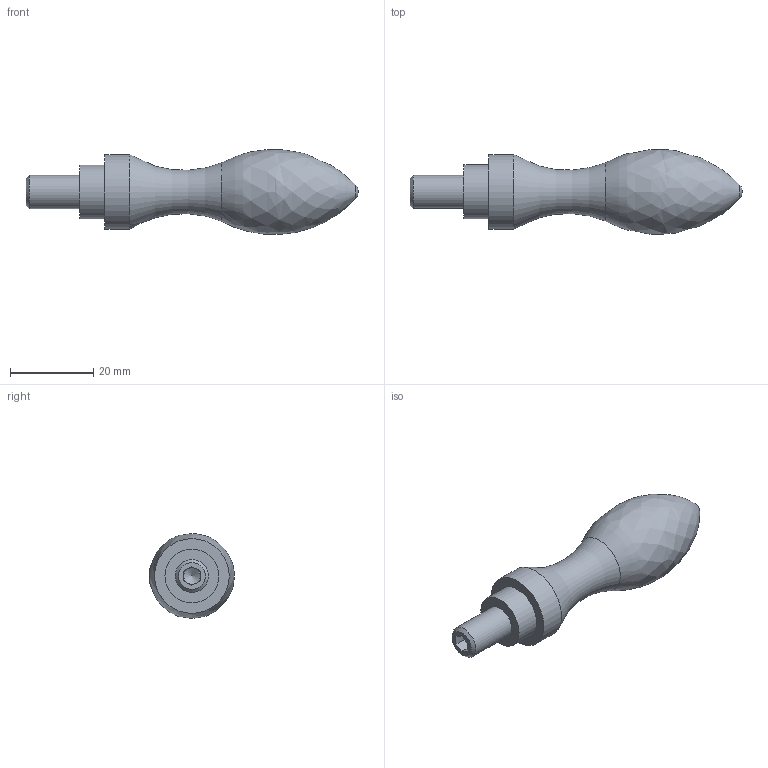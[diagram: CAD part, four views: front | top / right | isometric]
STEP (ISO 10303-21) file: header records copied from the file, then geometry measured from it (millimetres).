
FILE_DESCRIPTION( ( 'STEP AP214' ), '1' );
FILE_NAME( 'K0168.0820067.stp', '2020-11-26T10:49:30', ( '' ), ( '' ), ' ', 'PARTsolutions', ' ' );
FILE_SCHEMA( ( 'AUTOMOTIVE_DESIGN { 1 0 10303 214 1 1 1 1 }' ) );
Length unit declared in the file: millimetre
Products named in the file (1): _K0168.0820067
Bounding box: 80 x 20.46 x 20.46 mm (x, y, z)
Volume: 12994.6 mm3; surface area: 3898.4 mm2
Topology: 1 solids, 1 shells, 24 faces, 50 edges, 30 vertices
Faces by surface type: plane 16, cylinder 3, cone 2, bspline 2, torus 1
Full cylindrical faces by diameter (mm): 8 x1, 13 x1, 18 x1
Entity records: 830 total; most frequent: CARTESIAN_POINT 148, DIRECTION 102, ORIENTED_EDGE 80, EDGE_CURVE 40, AXIS2_PLACEMENT_3D 39, EDGE_LOOP 34, FACE_OUTER_BOUND 30, VERTEX_POINT 29
